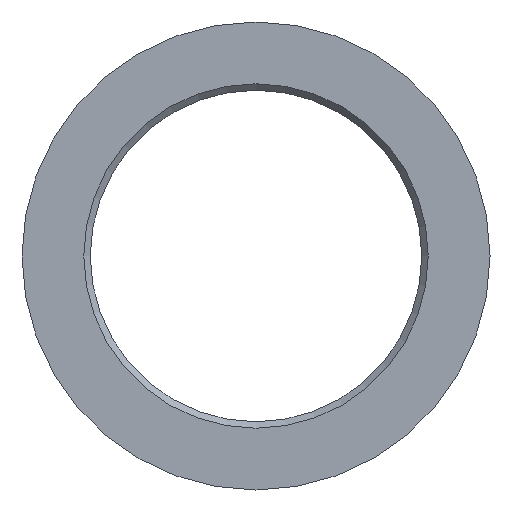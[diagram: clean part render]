
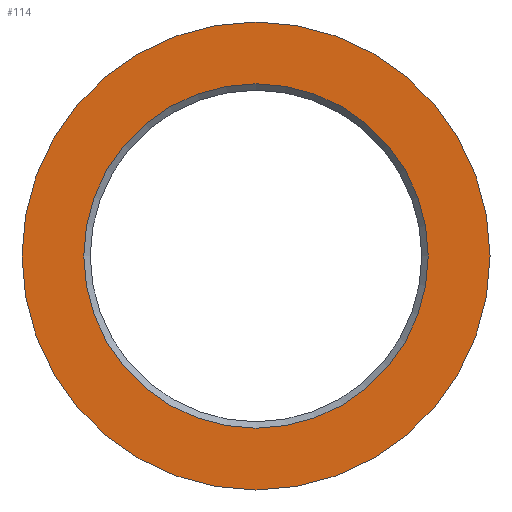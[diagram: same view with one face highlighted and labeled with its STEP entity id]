
A CAD part, left-side view. The second image highlights one B-rep face of the part: STEP entity #114.
In plain terms, the highlighted planar face has unit normal (-1, 0, 0).
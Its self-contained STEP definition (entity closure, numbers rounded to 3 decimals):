
#16=FACE_BOUND('',#38,.T.);
#19=PLANE('',#150);
#28=FACE_OUTER_BOUND('',#37,.T.);
#37=EDGE_LOOP('',(#96));
#38=EDGE_LOOP('',(#97));
#57=CIRCLE('',#149,13.25);
#58=CIRCLE('',#151,18.);
#65=VERTEX_POINT('',#211);
#66=VERTEX_POINT('',#215);
#76=EDGE_CURVE('',#65,#65,#57,.T.);
#77=EDGE_CURVE('',#66,#66,#58,.T.);
#96=ORIENTED_EDGE('',*,*,#77,.T.);
#97=ORIENTED_EDGE('',*,*,#76,.F.);
#114=ADVANCED_FACE('',(#28,#16),#19,.T.);
#149=AXIS2_PLACEMENT_3D('',#213,#178,#179);
#150=AXIS2_PLACEMENT_3D('',#214,#180,#181);
#151=AXIS2_PLACEMENT_3D('',#216,#182,#183);
#178=DIRECTION('center_axis',(-1.,0.,0.));
#179=DIRECTION('ref_axis',(0.,0.,1.));
#180=DIRECTION('center_axis',(-1.,0.,0.));
#181=DIRECTION('ref_axis',(0.,0.,1.));
#182=DIRECTION('center_axis',(-1.,0.,0.));
#183=DIRECTION('ref_axis',(0.,0.,1.));
#211=CARTESIAN_POINT('',(-52.5,0.,-13.25));
#213=CARTESIAN_POINT('Origin',(-52.5,0.,0.));
#214=CARTESIAN_POINT('Origin',(-52.5,0.,0.));
#215=CARTESIAN_POINT('',(-52.5,0.,-18.));
#216=CARTESIAN_POINT('Origin',(-52.5,0.,0.));
